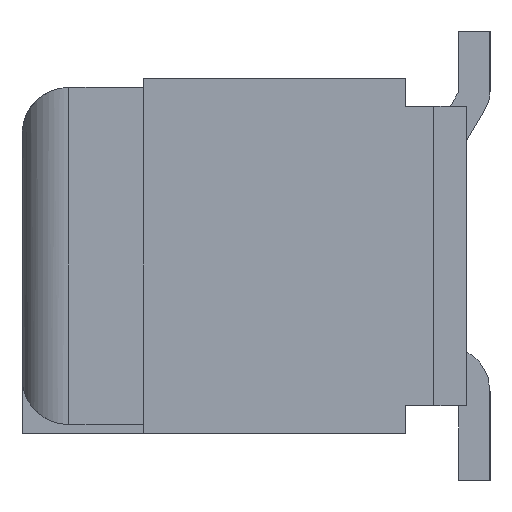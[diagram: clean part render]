
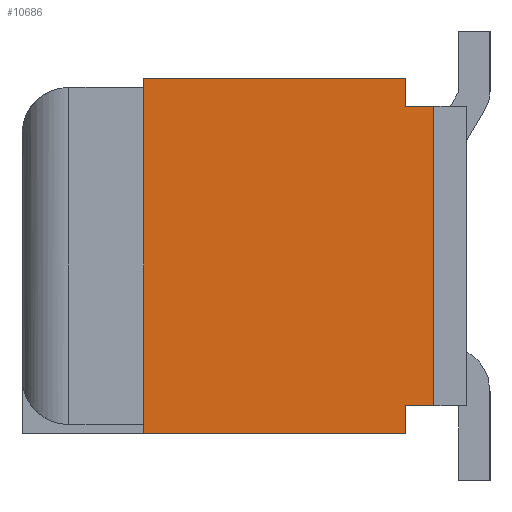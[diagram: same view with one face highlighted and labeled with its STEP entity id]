
A CAD part, left-side view. The second image highlights one B-rep face of the part: STEP entity #10686.
In plain terms, the highlighted planar face has unit normal (-1, 0, 0).
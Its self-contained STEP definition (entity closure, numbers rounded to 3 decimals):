
#4838=VERTEX_POINT('',#13880);
#5764=EDGE_CURVE('',#4838,#8050,#14903,.T.);
#6076=VERTEX_POINT('',#15240);
#7480=EDGE_CURVE('',#11756,#11136,#16763,.T.);
#7874=EDGE_CURVE('',#6076,#7924,#17189,.T.);
#7924=VERTEX_POINT('',#17241);
#8050=VERTEX_POINT('',#17392);
#8190=VERTEX_POINT('',#17547);
#9216=EDGE_CURVE('',#8050,#8190,#18672,.T.);
#9830=EDGE_CURVE('',#13106,#10808,#19342,.T.);
#9844=VERTEX_POINT('',#19358);
#10566=EDGE_CURVE('',#13106,#6076,#20136,.T.);
#10686=ADVANCED_FACE('',(#20269),#20270,.F.);
#10808=VERTEX_POINT('',#20399);
#10832=EDGE_CURVE('',#11136,#4838,#20426,.T.);
#11136=VERTEX_POINT('',#20751);
#11756=VERTEX_POINT('',#21429);
#12144=EDGE_CURVE('',#8190,#10808,#21848,.T.);
#12262=EDGE_CURVE('',#7924,#9844,#21979,.T.);
#12884=EDGE_CURVE('',#11756,#9844,#22639,.T.);
#13106=VERTEX_POINT('',#22880);
#13880=CARTESIAN_POINT('',(-11.5,0.6,-1.6));
#14903=LINE('',#25292,#25293);
#15240=CARTESIAN_POINT('',(-11.5,3.7,1.8));
#16763=LINE('',#28008,#28009);
#17189=LINE('',#28628,#28629);
#17241=CARTESIAN_POINT('',(-11.5,3.7,-1.8));
#17392=CARTESIAN_POINT('',(-11.5,0.6,1.6));
#17547=CARTESIAN_POINT('',(-11.5,0.9,1.6));
#18672=LINE('',#30796,#30797);
#19342=LINE('',#31759,#31760);
#19358=CARTESIAN_POINT('',(-11.5,3.7,-1.9));
#20136=LINE('',#32921,#32922);
#20269=FACE_OUTER_BOUND('',#33117,.T.);
#20270=PLANE('',#33118);
#20399=CARTESIAN_POINT('',(-11.5,0.9,1.9));
#20426=LINE('',#33349,#33350);
#20751=CARTESIAN_POINT('',(-11.5,0.9,-1.6));
#21429=CARTESIAN_POINT('',(-11.5,0.9,-1.9));
#21848=LINE('',#35417,#35418);
#21979=LINE('',#35594,#35595);
#22639=LINE('',#36596,#36597);
#22880=CARTESIAN_POINT('',(-11.5,3.7,1.9));
#25292=CARTESIAN_POINT('',(-11.5,0.6,0.0));
#25293=VECTOR('',#39111,1.0);
#28008=CARTESIAN_POINT('',(-11.5,0.9,-0.875));
#28009=VECTOR('',#40798,1.0);
#28628=CARTESIAN_POINT('',(-11.5,3.7,0.0));
#28629=VECTOR('',#41246,1.0);
#30796=CARTESIAN_POINT('',(-11.5,1.213,1.6));
#30797=VECTOR('',#42880,1.0);
#31759=CARTESIAN_POINT('',(-11.5,1.975,1.9));
#31760=VECTOR('',#43539,1.0);
#32921=CARTESIAN_POINT('',(-11.5,3.7,0.0));
#32922=VECTOR('',#44252,1.0);
#33117=EDGE_LOOP('',(#44407,#44408,#44409,#44410,#44411,#44412,#44413,#44414,#44415,#44416));
#33118=AXIS2_PLACEMENT_3D('',#44417,#44418,#44419);
#33349=CARTESIAN_POINT('',(-11.5,1.213,-1.6));
#33350=VECTOR('',#44573,1.0);
#35417=CARTESIAN_POINT('',(-11.5,0.9,0.875));
#35418=VECTOR('',#46052,1.0);
#35594=CARTESIAN_POINT('',(-11.5,3.7,0.0));
#35595=VECTOR('',#46193,1.0);
#36596=CARTESIAN_POINT('',(-11.5,1.975,-1.9));
#36597=VECTOR('',#46668,1.0);
#39111=DIRECTION('',(-0.0,0.0,1.0));
#40798=DIRECTION('',(-0.0,0.0,1.0));
#41246=DIRECTION('',(0.0,0.0,-1.0));
#42880=DIRECTION('',(0.0,1.0,0.0));
#43539=DIRECTION('',(0.0,-1.0,0.0));
#44252=DIRECTION('',(0.0,0.0,-1.0));
#44407=ORIENTED_EDGE('',*,*,#10832,.T.);
#44408=ORIENTED_EDGE('',*,*,#5764,.T.);
#44409=ORIENTED_EDGE('',*,*,#9216,.T.);
#44410=ORIENTED_EDGE('',*,*,#12144,.T.);
#44411=ORIENTED_EDGE('',*,*,#9830,.F.);
#44412=ORIENTED_EDGE('',*,*,#10566,.T.);
#44413=ORIENTED_EDGE('',*,*,#7874,.T.);
#44414=ORIENTED_EDGE('',*,*,#12262,.T.);
#44415=ORIENTED_EDGE('',*,*,#12884,.F.);
#44416=ORIENTED_EDGE('',*,*,#7480,.T.);
#44417=CARTESIAN_POINT('',(-11.5,1.975,0.0));
#44418=DIRECTION('',(1.0,0.0,0.0));
#44419=DIRECTION('',(0.0,0.0,-1.0));
#44573=DIRECTION('',(0.0,-1.0,0.0));
#46052=DIRECTION('',(-0.0,0.0,1.0));
#46193=DIRECTION('',(0.0,0.0,-1.0));
#46668=DIRECTION('',(0.0,1.0,0.0));
